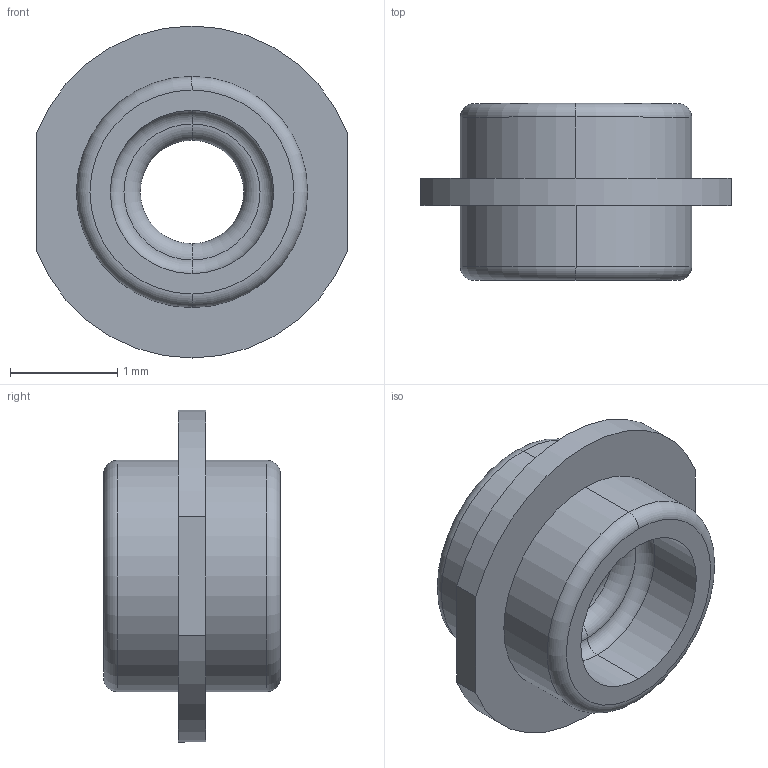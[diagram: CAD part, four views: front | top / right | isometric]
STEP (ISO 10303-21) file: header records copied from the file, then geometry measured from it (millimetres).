
FILE_DESCRIPTION (( 'STEP AP203' ), '1' );
FILE_NAME ('NNP-DWG-130-005-000 BalSeal Assembly, Internal Cavity Single Seal.STEP', '2024-08-12T19:53:46', ( '' ), ( '' ), 'SwSTEP 2.0', 'SolidWorks 2024', '' );
FILE_SCHEMA (( 'CONFIG_CONTROL_DESIGN' ));
Length unit declared in the file: inch
Products named in the file (1): NNP-DWG-130-005-000 BalSeal Assembly, Internal Cavity Single Seal
Bounding box: 2.9 x 1.65 x 3.1 mm (x, y, z)
Volume: 4.3 mm3; surface area: 31 mm2
Topology: 1 solids, 1 shells, 29 faces, 61 edges, 36 vertices
Faces by surface type: torus 12, cylinder 11, plane 6
Entity records: 870 total; most frequent: DIRECTION 165, CARTESIAN_POINT 127, ORIENTED_EDGE 122, AXIS2_PLACEMENT_3D 74, EDGE_CURVE 61, CIRCLE 44, VERTEX_POINT 36, EDGE_LOOP 33
